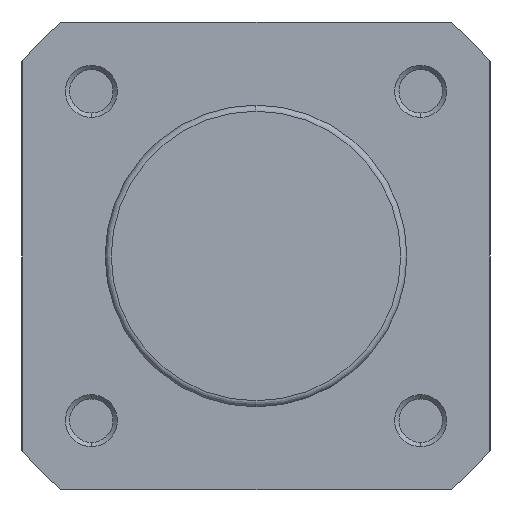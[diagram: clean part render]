
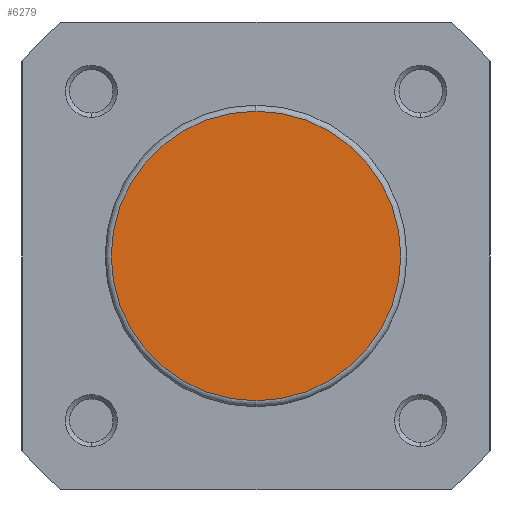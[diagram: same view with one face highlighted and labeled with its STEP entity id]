
A CAD part, left-side view. The second image highlights one B-rep face of the part: STEP entity #6279.
In plain terms, the highlighted planar face has unit normal (-1, 0, 0).
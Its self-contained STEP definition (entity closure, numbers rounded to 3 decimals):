
#666 = VERTEX_POINT ( 'NONE', #4642 ) ;
#672 = VERTEX_POINT ( 'NONE', #4648 ) ;
#1000 = EDGE_CURVE ( 'NONE', #672, #666, #4121, .T. ) ;
#1064 = EDGE_CURVE ( 'NONE', #666, #672, #4215, .T. ) ;
#1383 = AXIS2_PLACEMENT_3D ( 'NONE', #5431, #5432, #5433 ) ;
#1449 = AXIS2_PLACEMENT_3D ( 'NONE', #5585, #5592, #5593 ) ;
#1910 = AXIS2_PLACEMENT_3D ( 'NONE', #2288, #2291, #2292 ) ;
#2288 = CARTESIAN_POINT ( 'NONE',  ( 0., -17.4, 0. ) ) ;
#2289 = PLANE ( 'NONE',  #1910 ) ;
#2291 = DIRECTION ( 'NONE',  ( -1., 0., 0. ) ) ;
#2292 = DIRECTION ( 'NONE',  ( 0., 0., 1. ) ) ;
#2852 = FACE_OUTER_BOUND ( 'NONE', #3220, .T. ) ;
#3220 = EDGE_LOOP ( 'NONE', ( #5896, #5895 ) ) ;
#4121 = CIRCLE ( 'NONE', #1383, 16.7 ) ;
#4215 = CIRCLE ( 'NONE', #1449, 16.7 ) ;
#4642 = CARTESIAN_POINT ( 'NONE',  ( 0., 0., -16.7 ) ) ;
#4648 = CARTESIAN_POINT ( 'NONE',  ( 0., 0., 16.7 ) ) ;
#5431 = CARTESIAN_POINT ( 'NONE',  ( 0., 0., 0. ) ) ;
#5432 = DIRECTION ( 'NONE',  ( -1., 0., 0. ) ) ;
#5433 = DIRECTION ( 'NONE',  ( 0., 0., 1. ) ) ;
#5585 = CARTESIAN_POINT ( 'NONE',  ( 0., 0., 0. ) ) ;
#5592 = DIRECTION ( 'NONE',  ( -1., 0., 0. ) ) ;
#5593 = DIRECTION ( 'NONE',  ( 0., 0., 1. ) ) ;
#5895 = ORIENTED_EDGE ( 'NONE', *, *, #1064, .T. ) ;
#5896 = ORIENTED_EDGE ( 'NONE', *, *, #1000, .T. ) ;
#6279 = ADVANCED_FACE ( 'NONE', ( #2852 ), #2289, .T. ) ;
